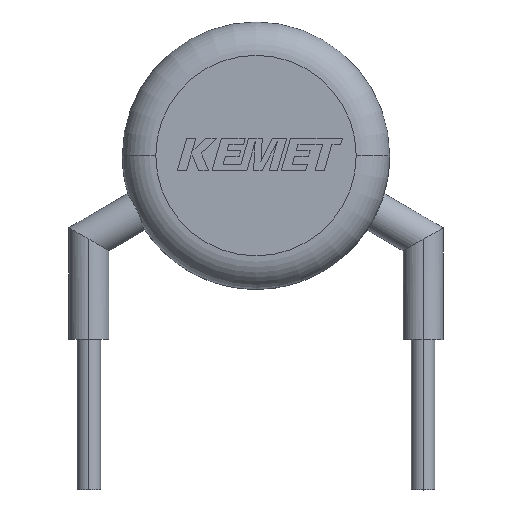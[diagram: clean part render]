
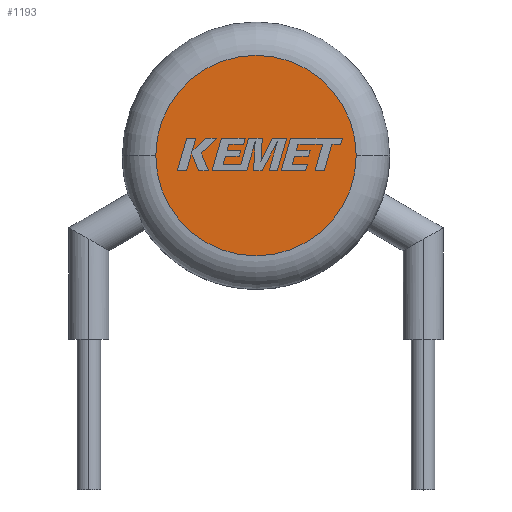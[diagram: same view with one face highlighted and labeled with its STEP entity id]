
A CAD part, top view. The second image highlights one B-rep face of the part: STEP entity #1193.
In plain terms, the highlighted planar face has unit normal (0, 0, 1).
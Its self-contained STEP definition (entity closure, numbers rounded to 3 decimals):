
#34 = CARTESIAN_POINT ( 'NONE',  ( -3., 0., 5. ) ) ;
#306 = CARTESIAN_POINT ( 'NONE',  ( 0., 0., 5. ) ) ;
#538 = DIRECTION ( 'NONE',  ( 0., 0., 1. ) ) ;
#587 = DIRECTION ( 'NONE',  ( 1., 0., 0. ) ) ;
#717 = VERTEX_POINT ( 'NONE', #34 ) ;
#815 = CARTESIAN_POINT ( 'NONE',  ( 0., 0., 5. ) ) ;
#838 = DIRECTION ( 'NONE',  ( 1., 0., 0. ) ) ;
#901 = CIRCLE ( 'NONE', #2449, 3. ) ;
#964 = EDGE_CURVE ( 'NONE', #1308, #717, #3339, .T. ) ;
#1193 = ADVANCED_FACE ( 'NONE', ( #2733 ), #1894, .T. ) ;
#1308 = VERTEX_POINT ( 'NONE', #2056 ) ;
#1684 = EDGE_CURVE ( 'NONE', #717, #1308, #901, .T. ) ;
#1793 = AXIS2_PLACEMENT_3D ( 'NONE', #815, #538, #587 ) ;
#1848 = DIRECTION ( 'NONE',  ( 0., 0., 1. ) ) ;
#1894 = PLANE ( 'NONE',  #1793 ) ;
#2056 = CARTESIAN_POINT ( 'NONE',  ( 3., 0., 5. ) ) ;
#2122 = DIRECTION ( 'NONE',  ( 1., 0., 0. ) ) ;
#2375 = ORIENTED_EDGE ( 'NONE', *, *, #964, .T. ) ;
#2449 = AXIS2_PLACEMENT_3D ( 'NONE', #2707, #1848, #2122 ) ;
#2551 = DIRECTION ( 'NONE',  ( 0., 0., 1. ) ) ;
#2707 = CARTESIAN_POINT ( 'NONE',  ( 0., 0., 5. ) ) ;
#2733 = FACE_OUTER_BOUND ( 'NONE', #3315, .T. ) ;
#2803 = AXIS2_PLACEMENT_3D ( 'NONE', #306, #2551, #838 ) ;
#3315 = EDGE_LOOP ( 'NONE', ( #2375, #3688 ) ) ;
#3339 = CIRCLE ( 'NONE', #2803, 3. ) ;
#3688 = ORIENTED_EDGE ( 'NONE', *, *, #1684, .T. ) ;
